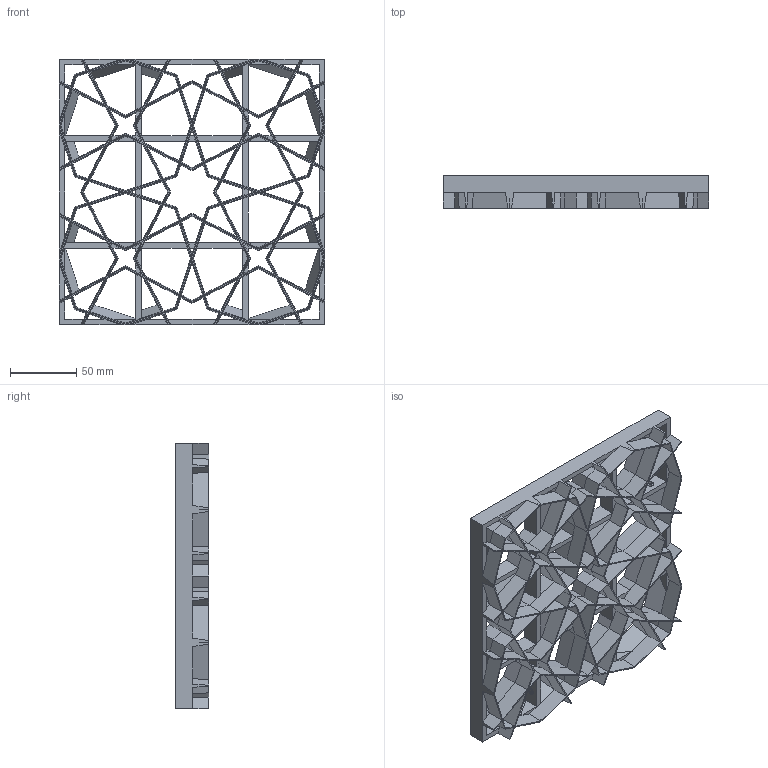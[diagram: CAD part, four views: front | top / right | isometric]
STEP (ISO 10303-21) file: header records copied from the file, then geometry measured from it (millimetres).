
FILE_DESCRIPTION (( 'STEP AP203' ), '1' );
FILE_NAME ('Agadir.STEP', '2025-08-26T21:00:13', ( '' ), ( '' ), 'SwSTEP 2.0', 'SolidWorks 2017', '' );
FILE_SCHEMA (( 'CONFIG_CONTROL_DESIGN' ));
Length unit declared in the file: millimetre
Products named in the file (1): Agadir
Bounding box: 200 x 25 x 200 mm (x, y, z)
Volume: 192106.2 mm3; surface area: 187261.5 mm2
Topology: 1 solids, 1 shells, 946 faces, 2644 edges, 1672 vertices
Faces by surface type: plane 906, cylinder 40
Entity records: 29917 total; most frequent: ORIENTED_EDGE 5288, CARTESIAN_POINT 5263, DIRECTION 4618, EDGE_CURVE 2644, VECTOR 2564, LINE 2564, VERTEX_POINT 1672, EDGE_LOOP 1112
